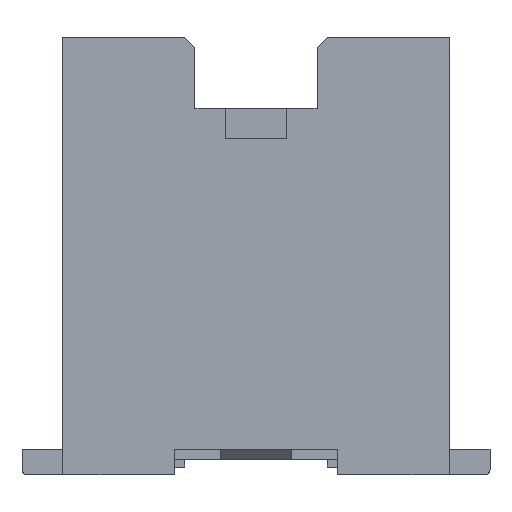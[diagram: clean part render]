
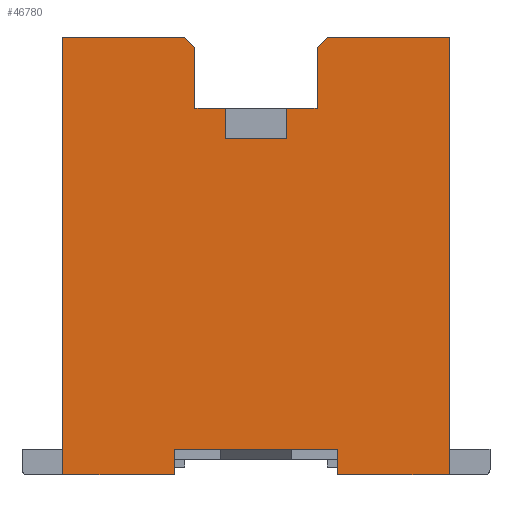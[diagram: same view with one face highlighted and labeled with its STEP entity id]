
A CAD part, left-side view. The second image highlights one B-rep face of the part: STEP entity #46780.
In plain terms, the highlighted planar face has unit normal (-1, 0, 0).
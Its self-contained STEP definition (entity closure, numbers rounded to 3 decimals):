
#18040=CARTESIAN_POINT('',(28.,78.8,4.3));
#18050=DIRECTION('',(0.,1.,0.));
#18060=VECTOR('',#18050,1.);
#18070=LINE('',#18040,#18060);
#18080=CARTESIAN_POINT('',(28.,78.8,4.3));
#18090=VERTEX_POINT('',#18080);
#18100=CARTESIAN_POINT('',(28.,80.,4.3));
#18110=VERTEX_POINT('',#18100);
#18120=EDGE_CURVE('',#18090,#18110,#18070,.T.);
#21920=CARTESIAN_POINT('',(28.,78.7,4.2));
#21930=VERTEX_POINT('',#21920);
#21960=CARTESIAN_POINT('',(28.,78.7,4.2));
#21970=DIRECTION('',(0.,0.707,0.707));
#21980=VECTOR('',#21970,1.);
#21990=LINE('',#21960,#21980);
#22000=EDGE_CURVE('',#21930,#18090,#21990,.T.);
#22150=CARTESIAN_POINT('',(28.,78.7,3.6));
#22160=VERTEX_POINT('',#22150);
#22190=CARTESIAN_POINT('',(28.,78.7,4.2));
#22200=DIRECTION('',(0.,0.,-1.));
#22210=VECTOR('',#22200,1.);
#22220=LINE('',#22190,#22210);
#22230=EDGE_CURVE('',#21930,#22160,#22220,.T.);
#22490=CARTESIAN_POINT('',(28.,77.5,3.6));
#22500=VERTEX_POINT('',#22490);
#22530=CARTESIAN_POINT('',(28.,77.8,3.6));
#22540=DIRECTION('',(0.,-1.,0.));
#22550=VECTOR('',#22540,1.);
#22560=LINE('',#22530,#22550);
#22570=CARTESIAN_POINT('',(28.,77.8,3.6));
#22580=VERTEX_POINT('',#22570);
#22590=EDGE_CURVE('',#22580,#22500,#22560,.T.);
#22810=CARTESIAN_POINT('',(28.,78.4,3.6));
#22820=VERTEX_POINT('',#22810);
#22850=CARTESIAN_POINT('',(28.,78.7,3.6));
#22860=DIRECTION('',(0.,-1.,0.));
#22870=VECTOR('',#22860,1.);
#22880=LINE('',#22850,#22870);
#22890=EDGE_CURVE('',#22160,#22820,#22880,.T.);
#25120=CARTESIAN_POINT('',(28.,78.9,0.25));
#25130=VERTEX_POINT('',#25120);
#25160=CARTESIAN_POINT('',(28.,77.3,0.25));
#25170=DIRECTION('',(0.,1.,0.));
#25180=VECTOR('',#25170,1.);
#25190=LINE('',#25160,#25180);
#25200=CARTESIAN_POINT('',(28.,77.3,0.25));
#25210=VERTEX_POINT('',#25200);
#25220=EDGE_CURVE('',#25210,#25130,#25190,.T.);
#44940=CARTESIAN_POINT('',(28.,80.,4.3));
#44950=DIRECTION('',(0.,0.,-1.));
#44960=VECTOR('',#44950,1.);
#44970=LINE('',#44940,#44960);
#44980=CARTESIAN_POINT('',(28.,80.,0.));
#44990=VERTEX_POINT('',#44980);
#45000=EDGE_CURVE('',#18110,#44990,#44970,.T.);
#45170=CARTESIAN_POINT('',(28.,78.9,0.));
#45180=DIRECTION('',(0.,1.,0.));
#45190=VECTOR('',#45180,1.);
#45200=LINE('',#45170,#45190);
#45210=CARTESIAN_POINT('',(28.,78.9,0.));
#45220=VERTEX_POINT('',#45210);
#45230=EDGE_CURVE('',#45220,#44990,#45200,.T.);
#45660=CARTESIAN_POINT('',(28.,78.9,0.25));
#45670=DIRECTION('',(0.,0.,-1.));
#45680=VECTOR('',#45670,1.);
#45690=LINE('',#45660,#45680);
#45700=EDGE_CURVE('',#25130,#45220,#45690,.T.);
#45940=CARTESIAN_POINT('',(28.,76.2,0.));
#45950=DIRECTION('',(-1.,0.,0.));
#45960=DIRECTION('',(0.,1.,0.));
#45970=AXIS2_PLACEMENT_3D('',#45940,#45950,#45960);
#45980=PLANE('',#45970);
#45990=CARTESIAN_POINT('',(28.,77.3,0.));
#46000=DIRECTION('',(0.,0.,1.));
#46010=VECTOR('',#46000,1.);
#46020=LINE('',#45990,#46010);
#46030=CARTESIAN_POINT('',(28.,77.3,0.));
#46040=VERTEX_POINT('',#46030);
#46050=EDGE_CURVE('',#46040,#25210,#46020,.T.);
#46060=ORIENTED_EDGE('',*,*,#46050,.F.);
#46070=ORIENTED_EDGE('',*,*,#25220,.F.);
#46080=ORIENTED_EDGE('',*,*,#45700,.F.);
#46090=ORIENTED_EDGE('',*,*,#45230,.F.);
#46100=ORIENTED_EDGE('',*,*,#45000,.T.);
#46110=ORIENTED_EDGE('',*,*,#18120,.T.);
#46120=ORIENTED_EDGE('',*,*,#22000,.T.);
#46130=ORIENTED_EDGE('',*,*,#22230,.F.);
#46140=ORIENTED_EDGE('',*,*,#22890,.F.);
#46150=CARTESIAN_POINT('',(28.,78.4,3.6));
#46160=DIRECTION('',(0.,0.,-1.));
#46170=VECTOR('',#46160,1.);
#46180=LINE('',#46150,#46170);
#46190=CARTESIAN_POINT('',(28.,78.4,3.3));
#46200=VERTEX_POINT('',#46190);
#46210=EDGE_CURVE('',#22820,#46200,#46180,.T.);
#46220=ORIENTED_EDGE('',*,*,#46210,.F.);
#46230=CARTESIAN_POINT('',(28.,78.4,3.3));
#46240=DIRECTION('',(0.,-1.,0.));
#46250=VECTOR('',#46240,1.);
#46260=LINE('',#46230,#46250);
#46270=CARTESIAN_POINT('',(28.,77.8,3.3));
#46280=VERTEX_POINT('',#46270);
#46290=EDGE_CURVE('',#46200,#46280,#46260,.T.);
#46300=ORIENTED_EDGE('',*,*,#46290,.F.);
#46310=CARTESIAN_POINT('',(28.,77.8,3.3));
#46320=DIRECTION('',(0.,0.,1.));
#46330=VECTOR('',#46320,1.);
#46340=LINE('',#46310,#46330);
#46350=EDGE_CURVE('',#46280,#22580,#46340,.T.);
#46360=ORIENTED_EDGE('',*,*,#46350,.F.);
#46370=ORIENTED_EDGE('',*,*,#22590,.F.);
#46380=CARTESIAN_POINT('',(28.,77.5,3.6));
#46390=DIRECTION('',(0.,0.,1.));
#46400=VECTOR('',#46390,1.);
#46410=LINE('',#46380,#46400);
#46420=CARTESIAN_POINT('',(28.,77.5,4.2));
#46430=VERTEX_POINT('',#46420);
#46440=EDGE_CURVE('',#22500,#46430,#46410,.T.);
#46450=ORIENTED_EDGE('',*,*,#46440,.F.);
#46460=CARTESIAN_POINT('',(28.,77.4,4.3));
#46470=DIRECTION('',(0.,0.707,-0.707));
#46480=VECTOR('',#46470,1.);
#46490=LINE('',#46460,#46480);
#46500=CARTESIAN_POINT('',(28.,77.4,4.3));
#46510=VERTEX_POINT('',#46500);
#46520=EDGE_CURVE('',#46510,#46430,#46490,.T.);
#46530=ORIENTED_EDGE('',*,*,#46520,.T.);
#46540=CARTESIAN_POINT('',(28.,76.2,4.3));
#46550=DIRECTION('',(0.,1.,0.));
#46560=VECTOR('',#46550,1.);
#46570=LINE('',#46540,#46560);
#46580=CARTESIAN_POINT('',(28.,76.2,4.3));
#46590=VERTEX_POINT('',#46580);
#46600=EDGE_CURVE('',#46590,#46510,#46570,.T.);
#46610=ORIENTED_EDGE('',*,*,#46600,.T.);
#46620=CARTESIAN_POINT('',(28.,76.2,4.3));
#46630=DIRECTION('',(0.,0.,-1.));
#46640=VECTOR('',#46630,1.);
#46650=LINE('',#46620,#46640);
#46660=CARTESIAN_POINT('',(28.,76.2,0.));
#46670=VERTEX_POINT('',#46660);
#46680=EDGE_CURVE('',#46590,#46670,#46650,.T.);
#46690=ORIENTED_EDGE('',*,*,#46680,.F.);
#46700=CARTESIAN_POINT('',(28.,76.2,0.));
#46710=DIRECTION('',(0.,1.,0.));
#46720=VECTOR('',#46710,1.);
#46730=LINE('',#46700,#46720);
#46740=EDGE_CURVE('',#46670,#46040,#46730,.T.);
#46750=ORIENTED_EDGE('',*,*,#46740,.F.);
#46760=EDGE_LOOP('',(#46750,#46690,#46610,#46530,#46450,#46370,#46360,
#46300,#46220,#46140,#46130,#46120,#46110,#46100,#46090,#46080,#46070,
#46060));
#46770=FACE_OUTER_BOUND('',#46760,.T.);
#46780=ADVANCED_FACE('',(#46770),#45980,.T.);
